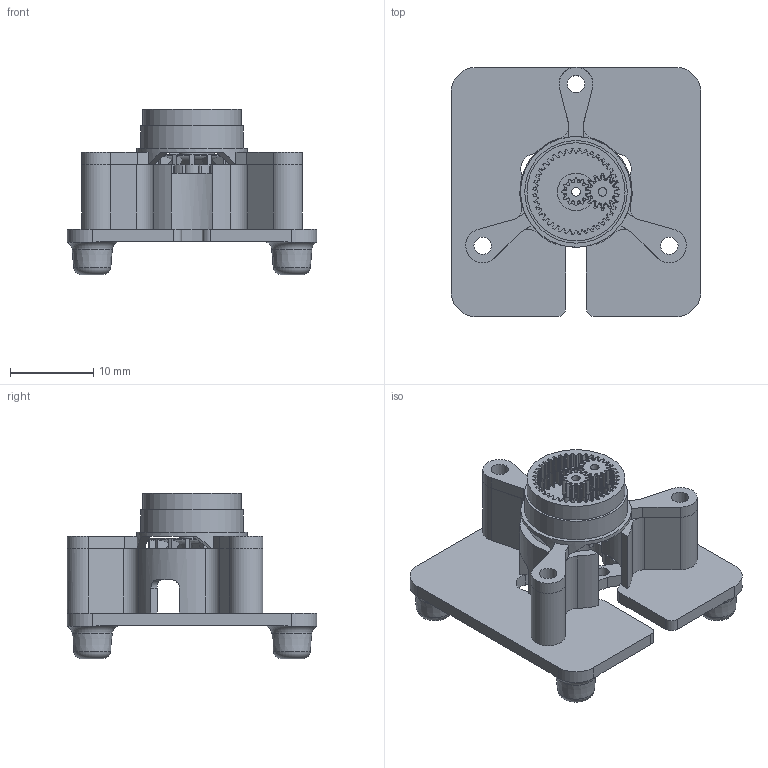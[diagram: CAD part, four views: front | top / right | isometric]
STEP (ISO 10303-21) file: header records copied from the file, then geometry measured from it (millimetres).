
FILE_DESCRIPTION(/* description */ ('STEP AP242','CAx-IF Rec.Pracs.---Representation and Presentation of Product Manufacturing Information (PMI)---4.0---2014-10-13','CAx-IF Rec.Pracs.---3D Tessellated Geometry---0.4---2014-09-14','2;1'),/* implementation_level */ '2;1');
FILE_NAME(/* name */ '66d24993715ac2067dd7eb61',/* time_stamp */ '2024-08-30T22:37:08Z',/* author */ (''),/* organization */ (''),/* preprocessor_version */ 'ST-DEVELOPER v20',/* originating_system */ ' ',/* authorisation */ ' ');
FILE_SCHEMA (('AP242_MANAGED_MODEL_BASED_3D_ENGINEERING_MIM_LF { 1 0 10303 442 1 1 4 }'));
Length unit declared in the file: metre
Products named in the file (6): 2nd stage ring; 2nd stage sun; compound planet; base gearbox plate; motor mount; center shaft bottom
Bounding box: 30 x 30 x 19.9 mm (x, y, z)
Volume: 2645.1 mm3; surface area: 4687.9 mm2
Topology: 6 solids, 6 shells, 1093 faces, 3199 edges, 2118 vertices
Faces by surface type: cylinder 589, bspline 331, plane 161, torus 8, cone 4
Full cylindrical faces by diameter (mm): 1.04 x4, 1.1 x1, 1.6 x3, 2.1 x6, 3 x1, 3.46 x2, 4.5 x1, 10.5 x1, 11.795 x1, 12.333 x1, 13.3 x1
Entity records: 39884 total; most frequent: CARTESIAN_POINT 12267, ORIENTED_EDGE 6296, DIRECTION 5150, EDGE_CURVE 3148, VERTEX_POINT 2102, AXIS2_PLACEMENT_3D 2049, CIRCLE 1269, EDGE_LOOP 1166
